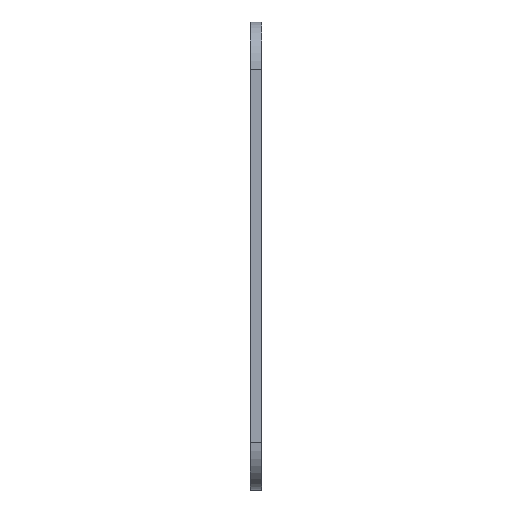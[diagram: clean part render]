
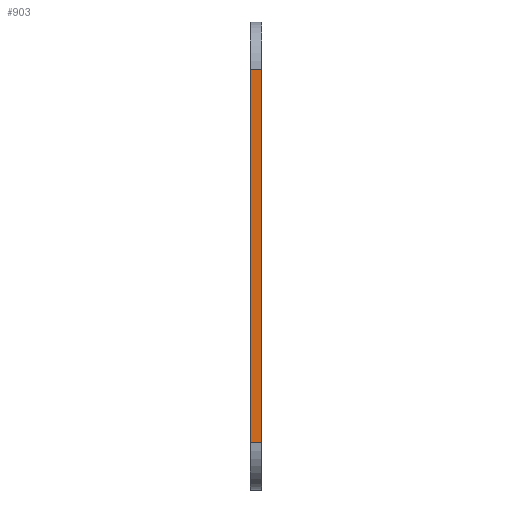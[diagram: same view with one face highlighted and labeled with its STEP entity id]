
A CAD part, left-side view. The second image highlights one B-rep face of the part: STEP entity #903.
In plain terms, the highlighted planar face has unit normal (-1, 0, 0).
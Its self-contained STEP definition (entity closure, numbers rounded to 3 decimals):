
#15 = DIRECTION ( 'NONE',  ( 1., 0., 0. ) ) ;
#26 = VECTOR ( 'NONE', #579, 1000. ) ;
#30 = ORIENTED_EDGE ( 'NONE', *, *, #796, .T. ) ;
#52 = VERTEX_POINT ( 'NONE', #730 ) ;
#68 = EDGE_CURVE ( 'NONE', #682, #128, #802, .T. ) ;
#100 = PLANE ( 'NONE',  #982 ) ;
#128 = VERTEX_POINT ( 'NONE', #412 ) ;
#134 = ORIENTED_EDGE ( 'NONE', *, *, #68, .T. ) ;
#189 = CARTESIAN_POINT ( 'NONE',  ( 0., 0., 0. ) ) ;
#230 = CARTESIAN_POINT ( 'NONE',  ( 0., 1.8, 0. ) ) ;
#277 = CARTESIAN_POINT ( 'NONE',  ( 0., 0., -66.9 ) ) ;
#283 = VERTEX_POINT ( 'NONE', #277 ) ;
#360 = DIRECTION ( 'NONE',  ( 0., 0., -1. ) ) ;
#387 = CARTESIAN_POINT ( 'NONE',  ( 0., 1.8, -7.5 ) ) ;
#391 = DIRECTION ( 'NONE',  ( 0., 1., 0. ) ) ;
#397 = VECTOR ( 'NONE', #569, 1000. ) ;
#398 = LINE ( 'NONE', #230, #397 ) ;
#412 = CARTESIAN_POINT ( 'NONE',  ( 0., 1.8, -7.5 ) ) ;
#438 = VECTOR ( 'NONE', #391, 1000. ) ;
#510 = EDGE_CURVE ( 'NONE', #52, #128, #398, .T. ) ;
#529 = EDGE_CURVE ( 'NONE', #52, #283, #1073, .T. ) ;
#543 = EDGE_LOOP ( 'NONE', ( #30, #134, #901, #771 ) ) ;
#569 = DIRECTION ( 'NONE',  ( 0., 0., 1. ) ) ;
#579 = DIRECTION ( 'NONE',  ( 0., -1., 0. ) ) ;
#624 = VECTOR ( 'NONE', #717, 1000. ) ;
#664 = CARTESIAN_POINT ( 'NONE',  ( 0., 0., -7.5 ) ) ;
#682 = VERTEX_POINT ( 'NONE', #664 ) ;
#717 = DIRECTION ( 'NONE',  ( 0., 0., 1. ) ) ;
#730 = CARTESIAN_POINT ( 'NONE',  ( 0., 1.8, -66.9 ) ) ;
#771 = ORIENTED_EDGE ( 'NONE', *, *, #529, .T. ) ;
#796 = EDGE_CURVE ( 'NONE', #283, #682, #864, .T. ) ;
#802 = LINE ( 'NONE', #387, #438 ) ;
#864 = LINE ( 'NONE', #189, #624 ) ;
#901 = ORIENTED_EDGE ( 'NONE', *, *, #510, .F. ) ;
#903 = ADVANCED_FACE ( 'NONE', ( #941 ), #100, .F. ) ;
#941 = FACE_OUTER_BOUND ( 'NONE', #543, .T. ) ;
#962 = CARTESIAN_POINT ( 'NONE',  ( 0., 1.8, 0. ) ) ;
#982 = AXIS2_PLACEMENT_3D ( 'NONE', #962, #15, #360 ) ;
#989 = CARTESIAN_POINT ( 'NONE',  ( 0., 1.8, -66.9 ) ) ;
#1073 = LINE ( 'NONE', #989, #26 ) ;
